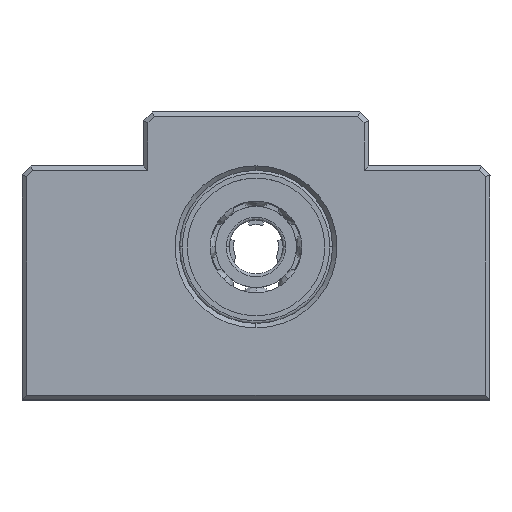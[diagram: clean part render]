
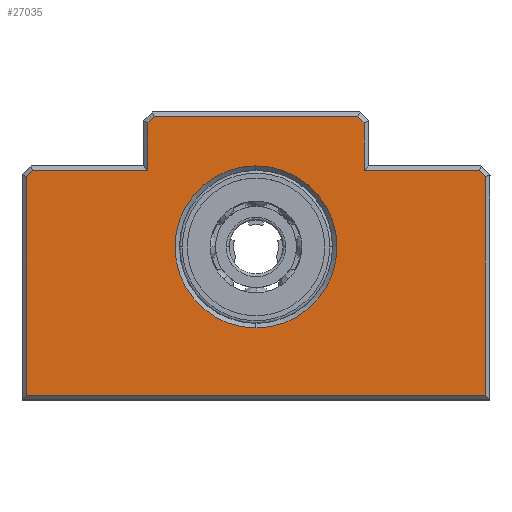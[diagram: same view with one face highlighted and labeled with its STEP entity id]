
A CAD part, top view. The second image highlights one B-rep face of the part: STEP entity #27035.
In plain terms, the highlighted planar face has unit normal (0, 0, 1).
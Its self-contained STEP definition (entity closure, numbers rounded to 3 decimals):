
#233 = LINE ( 'NONE', #25420, #29423 ) ;
#429 = CARTESIAN_POINT ( 'NONE',  ( -0.394, 38.111, 7. ) ) ;
#506 = VERTEX_POINT ( 'NONE', #17886 ) ;
#698 = VERTEX_POINT ( 'NONE', #25952 ) ;
#777 = VERTEX_POINT ( 'NONE', #7896 ) ;
#1125 = DIRECTION ( 'NONE',  ( 1., 0., 0. ) ) ;
#1232 = CARTESIAN_POINT ( 'NONE',  ( -11.687, 23.611, 7. ) ) ;
#1641 = DIRECTION ( 'NONE',  ( -0.707, 0.707, 0. ) ) ;
#1785 = VERTEX_POINT ( 'NONE', #5562 ) ;
#1796 = LINE ( 'NONE', #3370, #19683 ) ;
#2460 = CARTESIAN_POINT ( 'NONE',  ( -36.479, 32.111, 7. ) ) ;
#2813 = LINE ( 'NONE', #2460, #13748 ) ;
#3144 = ORIENTED_EDGE ( 'NONE', *, *, #8304, .F. ) ;
#3149 = ORIENTED_EDGE ( 'NONE', *, *, #20321, .T. ) ;
#3370 = CARTESIAN_POINT ( 'NONE',  ( -11.687, 7.111, 7. ) ) ;
#4561 = EDGE_CURVE ( 'NONE', #12127, #27529, #6615, .T. ) ;
#4677 = DIRECTION ( 'NONE',  ( 0., 1., 0. ) ) ;
#4907 = VERTEX_POINT ( 'NONE', #7592 ) ;
#5014 = VECTOR ( 'NONE', #26305, 1000. ) ;
#5309 = DIRECTION ( 'NONE',  ( 0., 0., 1. ) ) ;
#5522 = CARTESIAN_POINT ( 'NONE',  ( -11.687, 23.611, 7. ) ) ;
#5549 = ORIENTED_EDGE ( 'NONE', *, *, #14192, .T. ) ;
#5562 = CARTESIAN_POINT ( 'NONE',  ( -36.479, 32.111, 7. ) ) ;
#5667 = CARTESIAN_POINT ( 'NONE',  ( -11.687, 32.111, 7. ) ) ;
#5890 = VECTOR ( 'NONE', #4677, 1000. ) ;
#6412 = CIRCLE ( 'NONE', #26614, 9. ) ;
#6561 = ORIENTED_EDGE ( 'NONE', *, *, #27158, .T. ) ;
#6615 = LINE ( 'NONE', #26944, #19367 ) ;
#6949 = CARTESIAN_POINT ( 'NONE',  ( -37.187, 7.111, 7. ) ) ;
#7173 = DIRECTION ( 'NONE',  ( -0.707, -0.707, 0. ) ) ;
#7187 = VERTEX_POINT ( 'NONE', #19365 ) ;
#7229 = ORIENTED_EDGE ( 'NONE', *, *, #17561, .T. ) ;
#7235 = DIRECTION ( 'NONE',  ( 0., 1., 0. ) ) ;
#7468 = VECTOR ( 'NONE', #7235, 1000. ) ;
#7592 = CARTESIAN_POINT ( 'NONE',  ( 13.813, 31.404, 7. ) ) ;
#7896 = CARTESIAN_POINT ( 'NONE',  ( -37.187, 7.111, 7. ) ) ;
#8257 = VECTOR ( 'NONE', #17335, 1000. ) ;
#8304 = EDGE_CURVE ( 'NONE', #18433, #27640, #10448, .T. ) ;
#8437 = CARTESIAN_POINT ( 'NONE',  ( 0.313, 37.404, 7. ) ) ;
#8821 = LINE ( 'NONE', #12470, #16451 ) ;
#9474 = CARTESIAN_POINT ( 'NONE',  ( -23.687, 32.111, 7. ) ) ;
#9844 = CARTESIAN_POINT ( 'NONE',  ( 0.313, 22.611, 7. ) ) ;
#10448 = CIRCLE ( 'NONE', #16438, 9. ) ;
#10476 = CARTESIAN_POINT ( 'NONE',  ( 13.106, 32.111, 7. ) ) ;
#10719 = CARTESIAN_POINT ( 'NONE',  ( 0.313, 37.404, 7. ) ) ;
#11078 = DIRECTION ( 'NONE',  ( 0., -1., 0. ) ) ;
#11598 = CARTESIAN_POINT ( 'NONE',  ( 13.813, 22.611, 7. ) ) ;
#12082 = EDGE_CURVE ( 'NONE', #26317, #698, #233, .T. ) ;
#12127 = VERTEX_POINT ( 'NONE', #429 ) ;
#12317 = DIRECTION ( 'NONE',  ( 0., -1., 0. ) ) ;
#12470 = CARTESIAN_POINT ( 'NONE',  ( 13.813, 31.404, 7. ) ) ;
#12906 = DIRECTION ( 'NONE',  ( -1., 0., 0. ) ) ;
#13015 = VECTOR ( 'NONE', #12317, 1000. ) ;
#13748 = VECTOR ( 'NONE', #7173, 1000. ) ;
#13920 = DIRECTION ( 'NONE',  ( 1., 0., 0. ) ) ;
#14192 = EDGE_CURVE ( 'NONE', #4907, #26317, #8821, .T. ) ;
#14538 = LINE ( 'NONE', #27268, #29910 ) ;
#14936 = EDGE_CURVE ( 'NONE', #506, #4907, #19721, .T. ) ;
#15167 = LINE ( 'NONE', #5667, #8257 ) ;
#15363 = ORIENTED_EDGE ( 'NONE', *, *, #25833, .T. ) ;
#15422 = ORIENTED_EDGE ( 'NONE', *, *, #12082, .T. ) ;
#16438 = AXIS2_PLACEMENT_3D ( 'NONE', #5522, #5309, #19548 ) ;
#16451 = VECTOR ( 'NONE', #29234, 1000. ) ;
#16729 = ORIENTED_EDGE ( 'NONE', *, *, #4561, .T. ) ;
#17335 = DIRECTION ( 'NONE',  ( -1., 0., 0. ) ) ;
#17377 = LINE ( 'NONE', #23363, #13015 ) ;
#17514 = DIRECTION ( 'NONE',  ( 0., 0., 1. ) ) ;
#17561 = EDGE_CURVE ( 'NONE', #777, #506, #1796, .T. ) ;
#17603 = CARTESIAN_POINT ( 'NONE',  ( -11.687, 14.611, 7. ) ) ;
#17886 = CARTESIAN_POINT ( 'NONE',  ( 13.813, 7.111, 7. ) ) ;
#18433 = VERTEX_POINT ( 'NONE', #17603 ) ;
#18599 = VECTOR ( 'NONE', #1641, 1000. ) ;
#19234 = EDGE_CURVE ( 'NONE', #1785, #7187, #2813, .T. ) ;
#19365 = CARTESIAN_POINT ( 'NONE',  ( -37.187, 31.404, 7. ) ) ;
#19367 = VECTOR ( 'NONE', #12906, 1000. ) ;
#19404 = ORIENTED_EDGE ( 'NONE', *, *, #19234, .T. ) ;
#19476 = LINE ( 'NONE', #9844, #7468 ) ;
#19542 = EDGE_CURVE ( 'NONE', #27529, #29098, #23618, .T. ) ;
#19548 = DIRECTION ( 'NONE',  ( 0., -1., 0. ) ) ;
#19683 = VECTOR ( 'NONE', #1125, 1000. ) ;
#19721 = LINE ( 'NONE', #11598, #5890 ) ;
#19773 = ORIENTED_EDGE ( 'NONE', *, *, #14936, .T. ) ;
#20260 = ORIENTED_EDGE ( 'NONE', *, *, #22703, .T. ) ;
#20321 = EDGE_CURVE ( 'NONE', #21697, #1785, #15167, .T. ) ;
#20529 = CARTESIAN_POINT ( 'NONE',  ( -11.687, 32.611, 7. ) ) ;
#20835 = EDGE_CURVE ( 'NONE', #27640, #18433, #6412, .T. ) ;
#21236 = ORIENTED_EDGE ( 'NONE', *, *, #19542, .T. ) ;
#21697 = VERTEX_POINT ( 'NONE', #9474 ) ;
#22205 = VERTEX_POINT ( 'NONE', #8437 ) ;
#22703 = EDGE_CURVE ( 'NONE', #698, #22205, #19476, .T. ) ;
#23180 = DIRECTION ( 'NONE',  ( -1., 0., 0. ) ) ;
#23363 = CARTESIAN_POINT ( 'NONE',  ( -23.687, 22.611, 7. ) ) ;
#23618 = LINE ( 'NONE', #25886, #5014 ) ;
#24581 = ORIENTED_EDGE ( 'NONE', *, *, #25298, .T. ) ;
#24715 = DIRECTION ( 'NONE',  ( 0., -1., 0. ) ) ;
#24936 = EDGE_LOOP ( 'NONE', ( #3149, #19404, #15363, #7229, #19773, #5549, #15422, #20260, #24581, #16729, #21236, #6561 ) ) ;
#25298 = EDGE_CURVE ( 'NONE', #22205, #12127, #25562, .T. ) ;
#25420 = CARTESIAN_POINT ( 'NONE',  ( -11.687, 32.111, 7. ) ) ;
#25501 = DIRECTION ( 'NONE',  ( 0., 0., 1. ) ) ;
#25562 = LINE ( 'NONE', #10719, #18599 ) ;
#25833 = EDGE_CURVE ( 'NONE', #7187, #777, #14538, .T. ) ;
#25886 = CARTESIAN_POINT ( 'NONE',  ( -22.979, 38.111, 7. ) ) ;
#25952 = CARTESIAN_POINT ( 'NONE',  ( 0.313, 32.111, 7. ) ) ;
#26175 = FACE_OUTER_BOUND ( 'NONE', #24936, .T. ) ;
#26305 = DIRECTION ( 'NONE',  ( -0.707, -0.707, 0. ) ) ;
#26317 = VERTEX_POINT ( 'NONE', #10476 ) ;
#26387 = EDGE_LOOP ( 'NONE', ( #3144, #30115 ) ) ;
#26614 = AXIS2_PLACEMENT_3D ( 'NONE', #1232, #17514, #24715 ) ;
#26944 = CARTESIAN_POINT ( 'NONE',  ( -11.687, 38.111, 7. ) ) ;
#26947 = FACE_BOUND ( 'NONE', #26387, .T. ) ;
#27035 = ADVANCED_FACE ( 'NONE', ( #26947, #26175 ), #28135, .T. ) ;
#27158 = EDGE_CURVE ( 'NONE', #29098, #21697, #17377, .T. ) ;
#27268 = CARTESIAN_POINT ( 'NONE',  ( -37.187, 22.611, 7. ) ) ;
#27529 = VERTEX_POINT ( 'NONE', #28823 ) ;
#27640 = VERTEX_POINT ( 'NONE', #20529 ) ;
#28086 = AXIS2_PLACEMENT_3D ( 'NONE', #6949, #25501, #13920 ) ;
#28135 = PLANE ( 'NONE',  #28086 ) ;
#28823 = CARTESIAN_POINT ( 'NONE',  ( -22.979, 38.111, 7. ) ) ;
#29098 = VERTEX_POINT ( 'NONE', #29515 ) ;
#29234 = DIRECTION ( 'NONE',  ( -0.707, 0.707, 0. ) ) ;
#29423 = VECTOR ( 'NONE', #23180, 1000. ) ;
#29515 = CARTESIAN_POINT ( 'NONE',  ( -23.687, 37.404, 7. ) ) ;
#29910 = VECTOR ( 'NONE', #11078, 1000. ) ;
#30115 = ORIENTED_EDGE ( 'NONE', *, *, #20835, .F. ) ;
